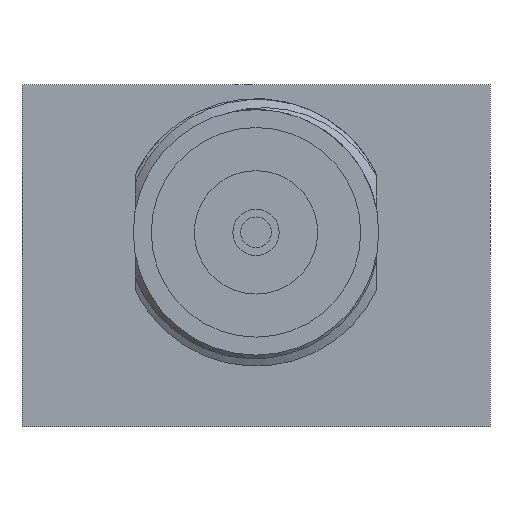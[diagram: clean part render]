
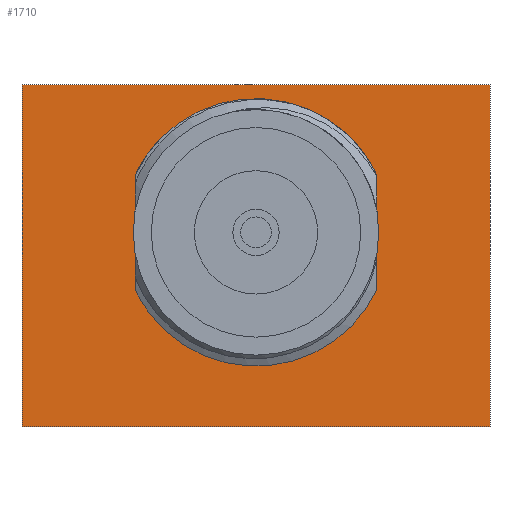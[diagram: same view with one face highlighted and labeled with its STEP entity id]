
A CAD part, front view. The second image highlights one B-rep face of the part: STEP entity #1710.
In plain terms, the highlighted planar face has unit normal (0, -1, 0).
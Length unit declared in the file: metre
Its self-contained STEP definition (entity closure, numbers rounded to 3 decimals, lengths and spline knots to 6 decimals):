
#171=PLANE('',#1924);
#214=CIRCLE('',#1917,0.004775);
#291=ORIENTED_EDGE('',*,*,#770,.F.);
#292=ORIENTED_EDGE('',*,*,#774,.F.);
#293=ORIENTED_EDGE('',*,*,#783,.T.);
#294=ORIENTED_EDGE('',*,*,#786,.T.);
#295=ORIENTED_EDGE('',*,*,#788,.F.);
#770=EDGE_CURVE('',#1021,#1021,#214,.T.);
#774=EDGE_CURVE('',#1025,#1026,#1192,.T.);
#783=EDGE_CURVE('',#1025,#1033,#1200,.T.);
#786=EDGE_CURVE('',#1033,#1035,#1203,.T.);
#788=EDGE_CURVE('',#1026,#1035,#1205,.T.);
#1021=VERTEX_POINT('',#2439);
#1025=VERTEX_POINT('',#2447);
#1026=VERTEX_POINT('',#2449);
#1033=VERTEX_POINT('',#2465);
#1035=VERTEX_POINT('',#2471);
#1192=LINE('',#2448,#1284);
#1200=LINE('',#2466,#1292);
#1203=LINE('',#2472,#1295);
#1205=LINE('',#2475,#1297);
#1284=VECTOR('',#2078,1.);
#1292=VECTOR('',#2090,1.);
#1295=VECTOR('',#2095,1.);
#1297=VECTOR('',#2099,1.);
#1377=EDGE_LOOP('',(#291));
#1378=EDGE_LOOP('',(#292,#293,#294,#295));
#1525=FACE_BOUND('',#1377,.T.);
#1526=FACE_BOUND('',#1378,.T.);
#1710=ADVANCED_FACE('',(#1525,#1526),#171,.T.);
#1917=AXIS2_PLACEMENT_3D('',#2438,#2070,#2071);
#1924=AXIS2_PLACEMENT_3D('',#2476,#2100,#2101);
#2070=DIRECTION('',(0.,-1.,0.));
#2071=DIRECTION('',(0.,0.,-1.));
#2078=DIRECTION('',(0.,0.,1.));
#2090=DIRECTION('',(1.,0.,0.));
#2095=DIRECTION('',(0.,0.,1.));
#2099=DIRECTION('',(1.,0.,0.));
#2100=DIRECTION('',(0.,-1.,0.));
#2101=DIRECTION('',(1.,0.,0.));
#2438=CARTESIAN_POINT('',(0.,-0.0017,0.00757));
#2439=CARTESIAN_POINT('',(0.,-0.0017,0.002795));
#2447=CARTESIAN_POINT('',(-0.0091,-0.0017,0.));
#2448=CARTESIAN_POINT('',(-0.0091,-0.0017,0.00665));
#2449=CARTESIAN_POINT('',(-0.0091,-0.0017,0.0133));
#2465=CARTESIAN_POINT('',(0.0091,-0.0017,0.));
#2466=CARTESIAN_POINT('',(0.,-0.0017,0.));
#2471=CARTESIAN_POINT('',(0.0091,-0.0017,0.0133));
#2472=CARTESIAN_POINT('',(0.0091,-0.0017,0.00665));
#2475=CARTESIAN_POINT('',(0.,-0.0017,0.0133));
#2476=CARTESIAN_POINT('',(0.,-0.0017,0.00665));
